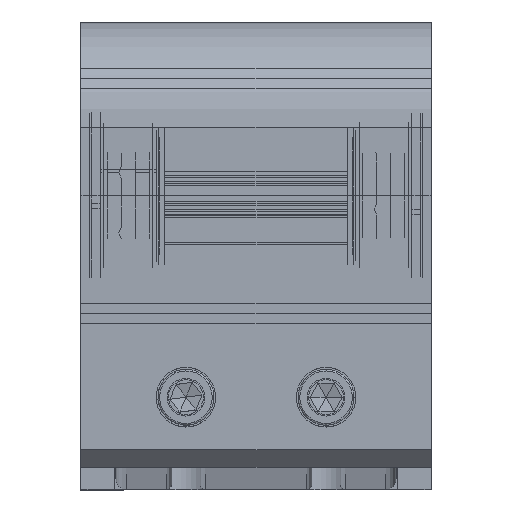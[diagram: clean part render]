
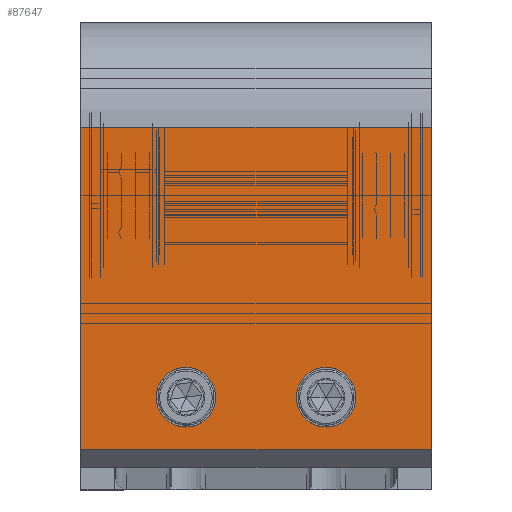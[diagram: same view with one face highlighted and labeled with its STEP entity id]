
A CAD part, top view. The second image highlights one B-rep face of the part: STEP entity #87647.
In plain terms, the highlighted planar face has unit normal (0, 0, 1).
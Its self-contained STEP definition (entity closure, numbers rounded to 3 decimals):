
#6768 = CARTESIAN_POINT ( 'NONE',  ( 123.158, 218.108, 657.202 ) ) ;
#9705 = FACE_OUTER_BOUND ( 'NONE', #52525, .T. ) ;
#11364 = DIRECTION ( 'NONE',  ( 0., 0., -1. ) ) ;
#16669 = VECTOR ( 'NONE', #300364, 1000. ) ;
#20796 = CIRCLE ( 'NONE', #310697, 8.5 ) ;
#22439 = EDGE_LOOP ( 'NONE', ( #141383, #51354 ) ) ;
#24566 = DIRECTION ( 'NONE',  ( -1., 0., 0. ) ) ;
#41740 = AXIS2_PLACEMENT_3D ( 'NONE', #47693, #225847, #52561 ) ;
#42833 = CARTESIAN_POINT ( 'NONE',  ( 131.658, 218.108, 657.202 ) ) ;
#44449 = CARTESIAN_POINT ( 'NONE',  ( 201.658, 203.108, 657.202 ) ) ;
#47693 = CARTESIAN_POINT ( 'NONE',  ( 171.658, 218.108, 657.202 ) ) ;
#51354 = ORIENTED_EDGE ( 'NONE', *, *, #122686, .F. ) ;
#52525 = EDGE_LOOP ( 'NONE', ( #124595, #262794, #169540, #277358 ) ) ;
#52561 = DIRECTION ( 'NONE',  ( 1., 0., 0. ) ) ;
#58411 = VERTEX_POINT ( 'NONE', #231745 ) ;
#61128 = CIRCLE ( 'NONE', #234941, 8.5 ) ;
#71613 = LINE ( 'NONE', #248166, #216910 ) ;
#79371 = CARTESIAN_POINT ( 'NONE',  ( 101.658, 203.108, 657.202 ) ) ;
#81269 = VERTEX_POINT ( 'NONE', #317616 ) ;
#81896 = EDGE_CURVE ( 'NONE', #258773, #143312, #20796, .T. ) ;
#83679 = DIRECTION ( 'NONE',  ( 1., 0., 0. ) ) ;
#83929 = VECTOR ( 'NONE', #102586, 1000. ) ;
#87647 = ADVANCED_FACE ( 'NONE', ( #164767, #235773, #9705 ), #141612, .F. ) ;
#102586 = DIRECTION ( 'NONE',  ( 0., -1., 0. ) ) ;
#120429 = DIRECTION ( 'NONE',  ( 0., 0., 1. ) ) ;
#122686 = EDGE_CURVE ( 'NONE', #215661, #317003, #145941, .T. ) ;
#122797 = DIRECTION ( 'NONE',  ( 0., -1., 0. ) ) ;
#124595 = ORIENTED_EDGE ( 'NONE', *, *, #257137, .T. ) ;
#129196 = DIRECTION ( 'NONE',  ( 0., 0., 1. ) ) ;
#140579 = CARTESIAN_POINT ( 'NONE',  ( 163.158, 218.108, 657.202 ) ) ;
#141244 = EDGE_CURVE ( 'NONE', #58411, #81269, #146739, .T. ) ;
#141383 = ORIENTED_EDGE ( 'NONE', *, *, #295791, .F. ) ;
#141612 = PLANE ( 'NONE',  #298235 ) ;
#143312 = VERTEX_POINT ( 'NONE', #6768 ) ;
#143506 = DIRECTION ( 'NONE',  ( 1., 0., 0. ) ) ;
#145941 = CIRCLE ( 'NONE', #166931, 8.5 ) ;
#146739 = LINE ( 'NONE', #44449, #324752 ) ;
#155617 = CARTESIAN_POINT ( 'NONE',  ( 171.658, 218.108, 657.202 ) ) ;
#160098 = ORIENTED_EDGE ( 'NONE', *, *, #81896, .F. ) ;
#164767 = FACE_BOUND ( 'NONE', #236240, .T. ) ;
#166931 = AXIS2_PLACEMENT_3D ( 'NONE', #155617, #129196, #206848 ) ;
#169540 = ORIENTED_EDGE ( 'NONE', *, *, #232626, .F. ) ;
#175370 = EDGE_CURVE ( 'NONE', #231607, #260683, #298699, .T. ) ;
#184408 = DIRECTION ( 'NONE',  ( 0., 0., 1. ) ) ;
#199893 = CIRCLE ( 'NONE', #41740, 8.5 ) ;
#206848 = DIRECTION ( 'NONE',  ( 1., 0., 0. ) ) ;
#207056 = CARTESIAN_POINT ( 'NONE',  ( 101.658, 295.108, 657.202 ) ) ;
#214256 = CARTESIAN_POINT ( 'NONE',  ( 201.658, 203.108, 657.202 ) ) ;
#215505 = CARTESIAN_POINT ( 'NONE',  ( 140.158, 218.108, 657.202 ) ) ;
#215661 = VERTEX_POINT ( 'NONE', #140579 ) ;
#216910 = VECTOR ( 'NONE', #122797, 1000. ) ;
#220592 = CARTESIAN_POINT ( 'NONE',  ( 201.658, 295.108, 657.202 ) ) ;
#224644 = LINE ( 'NONE', #79371, #83929 ) ;
#225847 = DIRECTION ( 'NONE',  ( 0., 0., 1. ) ) ;
#231607 = VERTEX_POINT ( 'NONE', #220592 ) ;
#231745 = CARTESIAN_POINT ( 'NONE',  ( 201.658, 203.108, 657.202 ) ) ;
#232626 = EDGE_CURVE ( 'NONE', #231607, #58411, #71613, .T. ) ;
#234941 = AXIS2_PLACEMENT_3D ( 'NONE', #313016, #184408, #83679 ) ;
#235773 = FACE_BOUND ( 'NONE', #22439, .T. ) ;
#236240 = EDGE_LOOP ( 'NONE', ( #160098, #245860 ) ) ;
#245860 = ORIENTED_EDGE ( 'NONE', *, *, #261175, .F. ) ;
#248166 = CARTESIAN_POINT ( 'NONE',  ( 201.658, 203.108, 657.202 ) ) ;
#257137 = EDGE_CURVE ( 'NONE', #260683, #81269, #224644, .T. ) ;
#258773 = VERTEX_POINT ( 'NONE', #215505 ) ;
#260520 = DIRECTION ( 'NONE',  ( 0., 1., 0. ) ) ;
#260683 = VERTEX_POINT ( 'NONE', #207056 ) ;
#261175 = EDGE_CURVE ( 'NONE', #143312, #258773, #61128, .T. ) ;
#262794 = ORIENTED_EDGE ( 'NONE', *, *, #141244, .F. ) ;
#277358 = ORIENTED_EDGE ( 'NONE', *, *, #175370, .T. ) ;
#295791 = EDGE_CURVE ( 'NONE', #317003, #215661, #199893, .T. ) ;
#298235 = AXIS2_PLACEMENT_3D ( 'NONE', #214256, #11364, #260520 ) ;
#298699 = LINE ( 'NONE', #325195, #16669 ) ;
#300364 = DIRECTION ( 'NONE',  ( -1., 0., 0. ) ) ;
#310697 = AXIS2_PLACEMENT_3D ( 'NONE', #42833, #120429, #143506 ) ;
#313016 = CARTESIAN_POINT ( 'NONE',  ( 131.658, 218.108, 657.202 ) ) ;
#317003 = VERTEX_POINT ( 'NONE', #319217 ) ;
#317616 = CARTESIAN_POINT ( 'NONE',  ( 101.658, 203.108, 657.202 ) ) ;
#319217 = CARTESIAN_POINT ( 'NONE',  ( 180.158, 218.108, 657.202 ) ) ;
#324752 = VECTOR ( 'NONE', #24566, 1000. ) ;
#325195 = CARTESIAN_POINT ( 'NONE',  ( 201.658, 295.108, 657.202 ) ) ;
